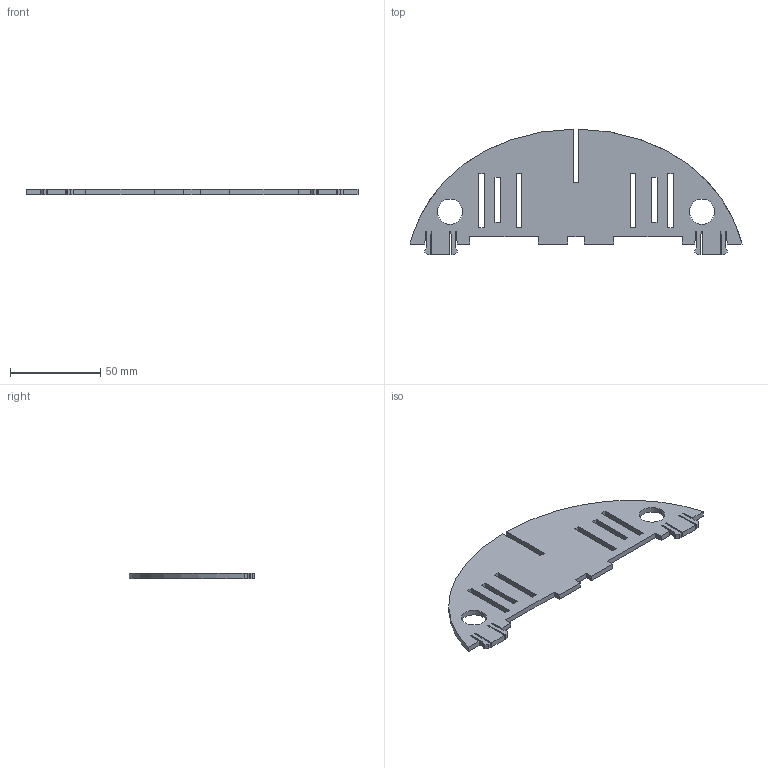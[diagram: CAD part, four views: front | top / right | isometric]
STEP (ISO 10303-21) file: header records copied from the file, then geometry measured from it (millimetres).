
FILE_DESCRIPTION (( 'STEP AP203' ), '1' );
FILE_NAME ('frame-4-6.step', '2015-02-17T13:03:45', ( 'Cesar' ), ( '' ), 'SwSTEP 2.0', 'SolidWorks 2013', '' );
FILE_SCHEMA (( 'CONFIG_CONTROL_DESIGN' ));
Length unit declared in the file: millimetre
Products named in the file (1): frame-4-6
Bounding box: 184.44 x 69.82 x 3 mm (x, y, z)
Volume: 23213 mm3; surface area: 18948.3 mm2
Topology: 1 solids, 1 shells, 96 faces, 282 edges, 188 vertices
Faces by surface type: plane 90, cylinder 4, bspline 2
Entity records: 3588 total; most frequent: CARTESIAN_POINT 926, ORIENTED_EDGE 564, DIRECTION 476, EDGE_CURVE 282, LINE 270, VECTOR 270, VERTEX_POINT 188, EDGE_LOOP 112
